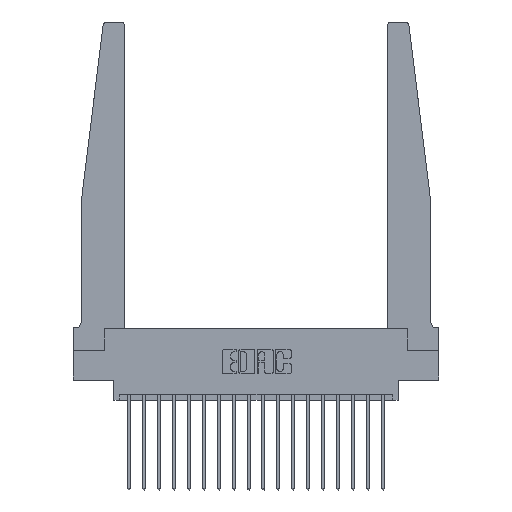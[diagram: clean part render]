
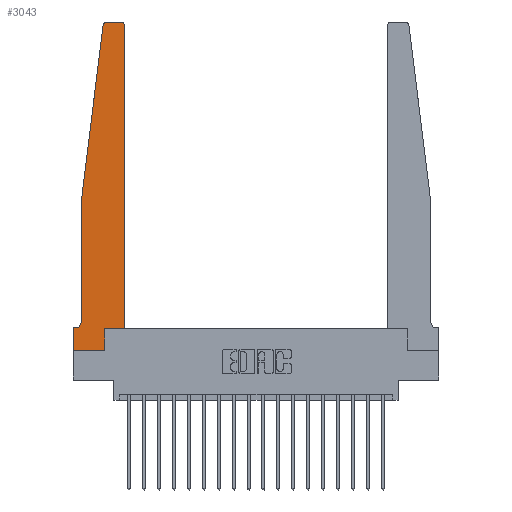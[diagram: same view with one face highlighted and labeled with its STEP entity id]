
A CAD part, top view. The second image highlights one B-rep face of the part: STEP entity #3043.
In plain terms, the highlighted planar face has unit normal (0, 0, 1).
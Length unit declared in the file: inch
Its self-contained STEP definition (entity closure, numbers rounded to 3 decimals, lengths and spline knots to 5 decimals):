
#16 = CARTESIAN_POINT ( 'NONE',  ( 0.395, 2.72, 0.37 ) ) ;
#137 = CARTESIAN_POINT ( 'NONE',  ( 0., 0.1875, 0.37 ) ) ;
#138 = CARTESIAN_POINT ( 'NONE',  ( 0.425, 2.72, 0.37 ) ) ;
#378 = DIRECTION ( 'NONE',  ( -1., 0., 0. ) ) ;
#558 = EDGE_CURVE ( 'NONE', #17548, #13368, #17135, .T. ) ;
#725 = CARTESIAN_POINT ( 'NONE',  ( 0.2605, 0., 0.37 ) ) ;
#865 = LINE ( 'NONE', #14857, #2021 ) ;
#900 = VERTEX_POINT ( 'NONE', #14967 ) ;
#1484 = DIRECTION ( 'NONE',  ( 0., -1., 0. ) ) ;
#1497 = VERTEX_POINT ( 'NONE', #13471 ) ;
#1935 = VERTEX_POINT ( 'NONE', #138 ) ;
#2021 = VECTOR ( 'NONE', #12088, 39.37008 ) ;
#2032 = DIRECTION ( 'NONE',  ( 1., 0., 0. ) ) ;
#2147 = DIRECTION ( 'NONE',  ( 1., 0., 0. ) ) ;
#2160 = DIRECTION ( 'NONE',  ( 0., -1., 0. ) ) ;
#2480 = VECTOR ( 'NONE', #3338, 39.37008 ) ;
#2526 = ORIENTED_EDGE ( 'NONE', *, *, #7144, .T. ) ;
#2628 = VERTEX_POINT ( 'NONE', #725 ) ;
#3031 = EDGE_CURVE ( 'NONE', #1497, #4546, #17435, .T. ) ;
#3043 = ADVANCED_FACE ( 'NONE', ( #18759 ), #15780, .T. ) ;
#3114 = DIRECTION ( 'NONE',  ( 0., 0., 1. ) ) ;
#3201 = AXIS2_PLACEMENT_3D ( 'NONE', #137, #3114, #15682 ) ;
#3338 = DIRECTION ( 'NONE',  ( -0.122, -0.992, 0. ) ) ;
#3469 = CARTESIAN_POINT ( 'NONE',  ( 0., 0., 0.37 ) ) ;
#3714 = ORIENTED_EDGE ( 'NONE', *, *, #11878, .T. ) ;
#3758 = EDGE_CURVE ( 'NONE', #14381, #18501, #8393, .T. ) ;
#4048 = VECTOR ( 'NONE', #4187, 39.37008 ) ;
#4187 = DIRECTION ( 'NONE',  ( 0., 1., 0. ) ) ;
#4403 = DIRECTION ( 'NONE',  ( 0., 0., 1. ) ) ;
#4546 = VERTEX_POINT ( 'NONE', #5983 ) ;
#4656 = LINE ( 'NONE', #10932, #20150 ) ;
#5127 = ORIENTED_EDGE ( 'NONE', *, *, #16210, .T. ) ;
#5231 = CARTESIAN_POINT ( 'NONE',  ( 0.065, 1.25, 0.37 ) ) ;
#5352 = VECTOR ( 'NONE', #2032, 39.37008 ) ;
#5355 = CARTESIAN_POINT ( 'NONE',  ( 0.425, 0.18, 0.37 ) ) ;
#5497 = CARTESIAN_POINT ( 'NONE',  ( 0.425, 0.18, 0.37 ) ) ;
#5511 = VERTEX_POINT ( 'NONE', #5231 ) ;
#5983 = CARTESIAN_POINT ( 'NONE',  ( 0., 0., 0.37 ) ) ;
#6517 = VERTEX_POINT ( 'NONE', #12232 ) ;
#6808 = ORIENTED_EDGE ( 'NONE', *, *, #17954, .T. ) ;
#6860 = CIRCLE ( 'NONE', #8513, 0.05 ) ;
#6998 = EDGE_CURVE ( 'NONE', #1935, #17548, #9877, .T. ) ;
#7044 = DIRECTION ( 'NONE',  ( 0., 0., -1. ) ) ;
#7059 = EDGE_LOOP ( 'NONE', ( #12164, #18009, #5127, #3714, #2526, #13350, #16154, #6808, #8806, #17077, #9721, #9333 ) ) ;
#7144 = EDGE_CURVE ( 'NONE', #6517, #900, #6860, .T. ) ;
#7824 = DIRECTION ( 'NONE',  ( 1., 0., 0. ) ) ;
#7933 = EDGE_CURVE ( 'NONE', #900, #1497, #865, .T. ) ;
#8393 = LINE ( 'NONE', #16251, #13774 ) ;
#8513 = AXIS2_PLACEMENT_3D ( 'NONE', #16224, #7044, #378 ) ;
#8791 = DIRECTION ( 'NONE',  ( -1., 0., 0. ) ) ;
#8806 = ORIENTED_EDGE ( 'NONE', *, *, #18016, .T. ) ;
#8918 = AXIS2_PLACEMENT_3D ( 'NONE', #16, #12390, #17297 ) ;
#9181 = CARTESIAN_POINT ( 'NONE',  ( 0.2605, 0.18, 0.37 ) ) ;
#9290 = CARTESIAN_POINT ( 'NONE',  ( 0., 0., 0.37 ) ) ;
#9333 = ORIENTED_EDGE ( 'NONE', *, *, #6998, .T. ) ;
#9407 = CARTESIAN_POINT ( 'NONE',  ( 0.27653, 2.72, 0.37 ) ) ;
#9443 = VECTOR ( 'NONE', #1484, 39.37008 ) ;
#9459 = VERTEX_POINT ( 'NONE', #13539 ) ;
#9721 = ORIENTED_EDGE ( 'NONE', *, *, #11247, .T. ) ;
#9877 = CIRCLE ( 'NONE', #8918, 0.03 ) ;
#10346 = EDGE_CURVE ( 'NONE', #13368, #9459, #13324, .T. ) ;
#10932 = CARTESIAN_POINT ( 'NONE',  ( 0.065, 1.25, 0.37 ) ) ;
#11238 = DIRECTION ( 'NONE',  ( 0., 1., 0. ) ) ;
#11247 = EDGE_CURVE ( 'NONE', #18501, #1935, #19009, .T. ) ;
#11878 = EDGE_CURVE ( 'NONE', #5511, #6517, #4656, .T. ) ;
#12024 = CARTESIAN_POINT ( 'NONE',  ( 0.2605, 0.18, 0.37 ) ) ;
#12088 = DIRECTION ( 'NONE',  ( -1., 0., 0. ) ) ;
#12164 = ORIENTED_EDGE ( 'NONE', *, *, #558, .T. ) ;
#12232 = CARTESIAN_POINT ( 'NONE',  ( 0.065, 0.2375, 0.37 ) ) ;
#12390 = DIRECTION ( 'NONE',  ( 0., 0., 1. ) ) ;
#12421 = CARTESIAN_POINT ( 'NONE',  ( 0.25, 2.75, 0.37 ) ) ;
#13049 = VECTOR ( 'NONE', #8791, 39.37008 ) ;
#13324 = CIRCLE ( 'NONE', #16264, 0.03 ) ;
#13350 = ORIENTED_EDGE ( 'NONE', *, *, #7933, .T. ) ;
#13368 = VERTEX_POINT ( 'NONE', #20282 ) ;
#13471 = CARTESIAN_POINT ( 'NONE',  ( 0., 0.1875, 0.37 ) ) ;
#13539 = CARTESIAN_POINT ( 'NONE',  ( 0.24675, 2.72367, 0.37 ) ) ;
#13774 = VECTOR ( 'NONE', #2147, 39.37008 ) ;
#14349 = LINE ( 'NONE', #17452, #2480 ) ;
#14381 = VERTEX_POINT ( 'NONE', #9181 ) ;
#14857 = CARTESIAN_POINT ( 'NONE',  ( 0.065, 0.1875, 0.37 ) ) ;
#14967 = CARTESIAN_POINT ( 'NONE',  ( 0.015, 0.1875, 0.37 ) ) ;
#15682 = DIRECTION ( 'NONE',  ( 1., 0., 0. ) ) ;
#15780 = PLANE ( 'NONE',  #3201 ) ;
#16154 = ORIENTED_EDGE ( 'NONE', *, *, #3031, .T. ) ;
#16210 = EDGE_CURVE ( 'NONE', #9459, #5511, #14349, .T. ) ;
#16224 = CARTESIAN_POINT ( 'NONE',  ( 0.015, 0.2375, 0.37 ) ) ;
#16251 = CARTESIAN_POINT ( 'NONE',  ( 0.425, 0.18, 0.37 ) ) ;
#16264 = AXIS2_PLACEMENT_3D ( 'NONE', #9407, #4403, #7824 ) ;
#16357 = CARTESIAN_POINT ( 'NONE',  ( 0.395, 2.75, 0.37 ) ) ;
#17077 = ORIENTED_EDGE ( 'NONE', *, *, #3758, .T. ) ;
#17135 = LINE ( 'NONE', #12421, #13049 ) ;
#17297 = DIRECTION ( 'NONE',  ( 1., 0., 0. ) ) ;
#17435 = LINE ( 'NONE', #9290, #9443 ) ;
#17452 = CARTESIAN_POINT ( 'NONE',  ( 0.065, 1.25, 0.37 ) ) ;
#17548 = VERTEX_POINT ( 'NONE', #16357 ) ;
#17570 = LINE ( 'NONE', #3469, #5352 ) ;
#17954 = EDGE_CURVE ( 'NONE', #4546, #2628, #17570, .T. ) ;
#18009 = ORIENTED_EDGE ( 'NONE', *, *, #10346, .T. ) ;
#18016 = EDGE_CURVE ( 'NONE', #2628, #14381, #19515, .T. ) ;
#18501 = VERTEX_POINT ( 'NONE', #5497 ) ;
#18759 = FACE_OUTER_BOUND ( 'NONE', #7059, .T. ) ;
#19009 = LINE ( 'NONE', #5355, #19258 ) ;
#19258 = VECTOR ( 'NONE', #11238, 39.37008 ) ;
#19515 = LINE ( 'NONE', #12024, #4048 ) ;
#20150 = VECTOR ( 'NONE', #2160, 39.37008 ) ;
#20282 = CARTESIAN_POINT ( 'NONE',  ( 0.27653, 2.75, 0.37 ) ) ;
